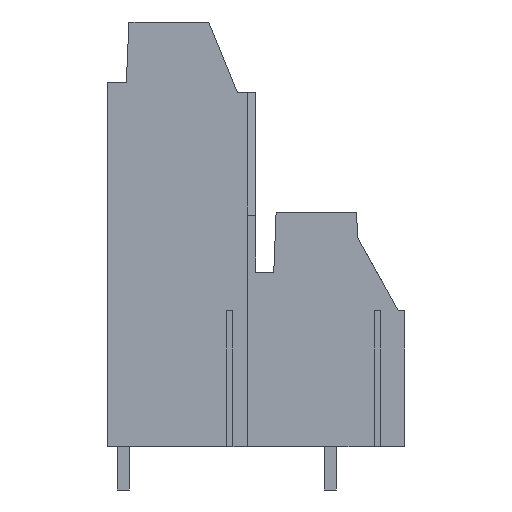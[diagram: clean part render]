
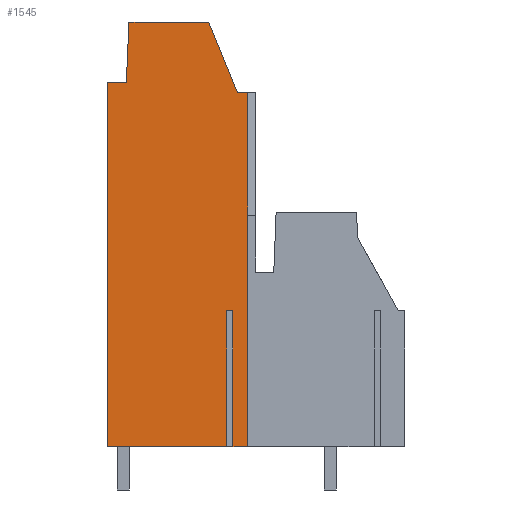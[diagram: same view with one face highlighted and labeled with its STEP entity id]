
A CAD part, left-side view. The second image highlights one B-rep face of the part: STEP entity #1545.
In plain terms, the highlighted planar face has unit normal (-1, 0, 0).
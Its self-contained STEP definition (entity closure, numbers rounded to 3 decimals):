
#1479=AXIS2_PLACEMENT_3D('Plane Axis2P3D',#1476,#1477,#1478) ;
#679=CARTESIAN_POINT('Line Origine',(0.,12.12,3.2)) ;
#683=CARTESIAN_POINT('Vertex',(0.,11.574,3.2)) ;
#685=CARTESIAN_POINT('Vertex',(0.,12.665,3.2)) ;
#734=CARTESIAN_POINT('Vertex',(0.,13.115,3.2)) ;
#737=CARTESIAN_POINT('Line Origine',(0.,17.528,3.2)) ;
#741=CARTESIAN_POINT('Vertex',(0.,21.94,3.2)) ;
#1250=CARTESIAN_POINT('Vertex',(0.,11.574,29.26)) ;
#1253=CARTESIAN_POINT('Line Origine',(0.,11.574,16.23)) ;
#1459=CARTESIAN_POINT('Vertex',(0.,12.337,29.26)) ;
#1462=CARTESIAN_POINT('Line Origine',(0.,11.956,29.26)) ;
#1476=CARTESIAN_POINT('Axis2P3D Location',(0.,11.,17.2)) ;
#1482=CARTESIAN_POINT('Control Point',(0.,20.328,34.47)) ;
#1483=CARTESIAN_POINT('Control Point',(0.,20.521,30.05)) ;
#1484=CARTESIAN_POINT('Vertex',(0.,20.328,34.47)) ;
#1486=CARTESIAN_POINT('Vertex',(0.,20.521,30.05)) ;
#1489=CARTESIAN_POINT('Line Origine',(0.,16.853,30.05)) ;
#1493=CARTESIAN_POINT('Vertex',(0.,21.94,30.05)) ;
#1496=CARTESIAN_POINT('Line Origine',(0.,21.94,34.47)) ;
#1501=CARTESIAN_POINT('Line Origine',(0.,13.115,34.47)) ;
#1505=CARTESIAN_POINT('Vertex',(0.,13.115,13.2)) ;
#1508=CARTESIAN_POINT('Line Origine',(0.,16.853,13.2)) ;
#1512=CARTESIAN_POINT('Vertex',(0.,12.665,13.2)) ;
#1515=CARTESIAN_POINT('Line Origine',(0.,12.665,34.47)) ;
#1521=CARTESIAN_POINT('Control Point',(0.,12.337,29.26)) ;
#1522=CARTESIAN_POINT('Control Point',(0.,14.449,34.47)) ;
#1523=CARTESIAN_POINT('Vertex',(0.,14.449,34.47)) ;
#1526=CARTESIAN_POINT('Line Origine',(0.,16.853,34.47)) ;
#680=DIRECTION('Vector Direction',(0.,1.,0.)) ;
#738=DIRECTION('Vector Direction',(0.,1.,0.)) ;
#1254=DIRECTION('Vector Direction',(0.,0.,-1.)) ;
#1463=DIRECTION('Vector Direction',(0.,1.,0.)) ;
#1477=DIRECTION('Axis2P3D Direction',(1.,0.,0.)) ;
#1478=DIRECTION('Axis2P3D XDirection',(0.,1.,0.)) ;
#1490=DIRECTION('Vector Direction',(0.,1.,0.)) ;
#1497=DIRECTION('Vector Direction',(0.,0.,1.)) ;
#1502=DIRECTION('Vector Direction',(0.,0.,1.)) ;
#1509=DIRECTION('Vector Direction',(0.,1.,0.)) ;
#1516=DIRECTION('Vector Direction',(0.,0.,1.)) ;
#1527=DIRECTION('Vector Direction',(0.,1.,0.)) ;
#681=VECTOR('Line Direction',#680,1.) ;
#739=VECTOR('Line Direction',#738,1.) ;
#1255=VECTOR('Line Direction',#1254,1.) ;
#1464=VECTOR('Line Direction',#1463,1.) ;
#1491=VECTOR('Line Direction',#1490,1.) ;
#1498=VECTOR('Line Direction',#1497,1.) ;
#1503=VECTOR('Line Direction',#1502,1.) ;
#1510=VECTOR('Line Direction',#1509,1.) ;
#1517=VECTOR('Line Direction',#1516,1.) ;
#1528=VECTOR('Line Direction',#1527,1.) ;
#1532=ORIENTED_EDGE('',*,*,#1488,.T.) ;
#1533=ORIENTED_EDGE('',*,*,#1495,.T.) ;
#1534=ORIENTED_EDGE('',*,*,#1500,.T.) ;
#1535=ORIENTED_EDGE('',*,*,#743,.F.) ;
#1536=ORIENTED_EDGE('',*,*,#1507,.T.) ;
#1537=ORIENTED_EDGE('',*,*,#1514,.T.) ;
#1538=ORIENTED_EDGE('',*,*,#1519,.F.) ;
#1539=ORIENTED_EDGE('',*,*,#687,.F.) ;
#1540=ORIENTED_EDGE('',*,*,#1257,.F.) ;
#1541=ORIENTED_EDGE('',*,*,#1466,.T.) ;
#1542=ORIENTED_EDGE('',*,*,#1525,.T.) ;
#1543=ORIENTED_EDGE('',*,*,#1530,.T.) ;
#1545=ADVANCED_FACE('housing',(#1544),#1480,.F.) ;
#1481=B_SPLINE_CURVE_WITH_KNOTS('',1,(#1482,#1483),.UNSPECIFIED.,.F.,.U.,(2,2),(-2.212,2.212),.UNSPECIFIED.) ;
#1520=B_SPLINE_CURVE_WITH_KNOTS('',1,(#1521,#1522),.UNSPECIFIED.,.F.,.U.,(2,2),(-2.811,2.811),.UNSPECIFIED.) ;
#687=EDGE_CURVE('',#684,#686,#682,.T.) ;
#743=EDGE_CURVE('',#735,#742,#740,.T.) ;
#1257=EDGE_CURVE('',#1251,#684,#1256,.T.) ;
#1466=EDGE_CURVE('',#1251,#1460,#1465,.T.) ;
#1488=EDGE_CURVE('',#1485,#1487,#1481,.T.) ;
#1495=EDGE_CURVE('',#1487,#1494,#1492,.T.) ;
#1500=EDGE_CURVE('',#1494,#742,#1499,.F.) ;
#1507=EDGE_CURVE('',#735,#1506,#1504,.T.) ;
#1514=EDGE_CURVE('',#1506,#1513,#1511,.F.) ;
#1519=EDGE_CURVE('',#686,#1513,#1518,.T.) ;
#1525=EDGE_CURVE('',#1460,#1524,#1520,.T.) ;
#1530=EDGE_CURVE('',#1524,#1485,#1529,.T.) ;
#1531=EDGE_LOOP('',(#1532,#1533,#1534,#1535,#1536,#1537,#1538,#1539,#1540,#1541,#1542,#1543)) ;
#1544=FACE_OUTER_BOUND('',#1531,.T.) ;
#682=LINE('Line',#679,#681) ;
#740=LINE('Line',#737,#739) ;
#1256=LINE('Line',#1253,#1255) ;
#1465=LINE('Line',#1462,#1464) ;
#1492=LINE('Line',#1489,#1491) ;
#1499=LINE('Line',#1496,#1498) ;
#1504=LINE('Line',#1501,#1503) ;
#1511=LINE('Line',#1508,#1510) ;
#1518=LINE('Line',#1515,#1517) ;
#1529=LINE('Line',#1526,#1528) ;
#1480=PLANE('',#1479) ;
#684=VERTEX_POINT('',#683) ;
#686=VERTEX_POINT('',#685) ;
#735=VERTEX_POINT('',#734) ;
#742=VERTEX_POINT('',#741) ;
#1251=VERTEX_POINT('',#1250) ;
#1460=VERTEX_POINT('',#1459) ;
#1485=VERTEX_POINT('',#1484) ;
#1487=VERTEX_POINT('',#1486) ;
#1494=VERTEX_POINT('',#1493) ;
#1506=VERTEX_POINT('',#1505) ;
#1513=VERTEX_POINT('',#1512) ;
#1524=VERTEX_POINT('',#1523) ;
